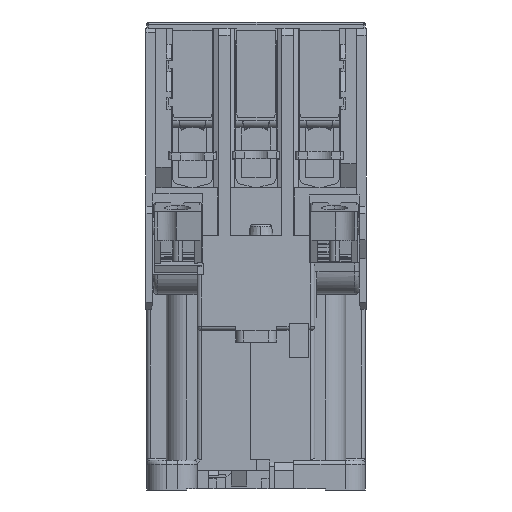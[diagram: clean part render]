
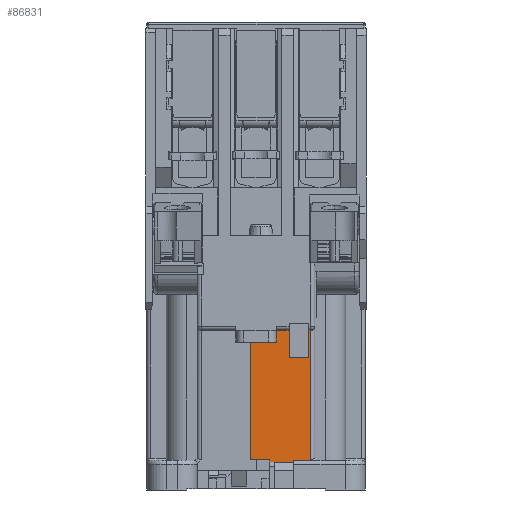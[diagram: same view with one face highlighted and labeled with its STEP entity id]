
A CAD part, left-side view. The second image highlights one B-rep face of the part: STEP entity #86831.
In plain terms, the highlighted planar face has unit normal (-1, 0, 0).
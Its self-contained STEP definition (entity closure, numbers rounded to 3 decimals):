
#24806=DIRECTION('',(0.,0.,-1.));
#24807=VECTOR('',#24806,0.5);
#24808=CARTESIAN_POINT('',(-41.713,-15.277,
-33.022));
#24809=LINE('',#24808,#24807);
#24841=DIRECTION('',(0.,0.,1.));
#24842=VECTOR('',#24841,6.75);
#24843=CARTESIAN_POINT('',(-41.713,-19.127,
-7.022));
#24844=LINE('',#24843,#24842);
#24874=DIRECTION('',(0.,0.,-1.));
#24875=VECTOR('',#24874,0.7);
#24876=CARTESIAN_POINT('',(-41.713,-9.077,
-32.822));
#24877=LINE('',#24876,#24875);
#24878=DIRECTION('',(0.,-1.,0.));
#24879=VECTOR('',#24878,4.8);
#24880=CARTESIAN_POINT('',(-41.713,-4.277,-32.822));
#24881=LINE('',#24880,#24879);
#24882=DIRECTION('',(0.,0.,-1.));
#24883=VECTOR('',#24882,29.55);
#24884=CARTESIAN_POINT('',(-41.713,-4.277,-3.272));
#24885=LINE('',#24884,#24883);
#24886=DIRECTION('',(0.,1.,0.));
#24887=VECTOR('',#24886,3.25);
#24888=CARTESIAN_POINT('',(-41.713,-14.127,
-0.272));
#24889=LINE('',#24888,#24887);
#24890=DIRECTION('',(0.,-1.,0.));
#24891=VECTOR('',#24890,0.5);
#24892=CARTESIAN_POINT('',(-41.713,-19.127,
-0.272));
#24893=LINE('',#24892,#24891);
#24894=DIRECTION('',(0.,-0.707,
-0.707));
#24895=VECTOR('',#24894,0.121);
#24896=CARTESIAN_POINT('',(-41.713,-19.627,
-32.936));
#24897=LINE('',#24896,#24895);
#24898=DIRECTION('',(0.,1.,0.));
#24899=VECTOR('',#24898,4.436);
#24900=CARTESIAN_POINT('',(-41.713,-19.712,
-33.022));
#24901=LINE('',#24900,#24899);
#24902=DIRECTION('',(0.,1.,0.));
#24903=VECTOR('',#24902,6.2);
#24904=CARTESIAN_POINT('',(-41.713,-15.277,
-33.522));
#24905=LINE('',#24904,#24903);
#25687=DIRECTION('',(0.,1.,0.));
#25688=VECTOR('',#25687,6.6);
#25689=CARTESIAN_POINT('',(-41.713,-10.877,-3.272));
#25690=LINE('',#25689,#25688);
#25791=DIRECTION('',(0.,0.,-1.));
#25792=VECTOR('',#25791,3.);
#25793=CARTESIAN_POINT('',(-41.713,-10.877,
-0.272));
#25794=LINE('',#25793,#25792);
#25823=DIRECTION('',(0.,0.,1.));
#25824=VECTOR('',#25823,6.75);
#25825=CARTESIAN_POINT('',(-41.713,-14.127,
-7.022));
#25826=LINE('',#25825,#25824);
#26213=DIRECTION('',(0.,-1.,0.));
#26214=VECTOR('',#26213,5.);
#26215=CARTESIAN_POINT('',(-41.713,-14.127,
-7.022));
#26216=LINE('',#26215,#26214);
#29790=DIRECTION('',(0.,0.,1.));
#29791=VECTOR('',#29790,32.664);
#29792=CARTESIAN_POINT('',(-41.713,-19.627,
-32.936));
#29793=LINE('',#29792,#29791);
#52352=CARTESIAN_POINT('',(-41.713,-15.277,
-33.022));
#52353=VERTEX_POINT('',#52352);
#52354=CARTESIAN_POINT('',(-41.713,-19.712,
-33.022));
#52355=VERTEX_POINT('',#52354);
#52415=CARTESIAN_POINT('',(-41.713,-14.127,
-0.272));
#52416=CARTESIAN_POINT('',(-41.713,-10.877,
-0.272));
#52417=VERTEX_POINT('',#52415);
#52418=VERTEX_POINT('',#52416);
#52435=CARTESIAN_POINT('',(-41.713,-9.077,-33.522));
#52436=VERTEX_POINT('',#52435);
#52437=CARTESIAN_POINT('',(-41.713,-9.077,
-32.822));
#52438=VERTEX_POINT('',#52437);
#52609=CARTESIAN_POINT('',(-41.713,-4.277,-32.822));
#52610=VERTEX_POINT('',#52609);
#52615=CARTESIAN_POINT('',(-41.713,-4.277,-3.272));
#52616=VERTEX_POINT('',#52615);
#52620=CARTESIAN_POINT('',(-41.713,-19.127,
-0.272));
#52622=VERTEX_POINT('',#52620);
#52623=CARTESIAN_POINT('',(-41.713,-19.627,
-0.272));
#52624=VERTEX_POINT('',#52623);
#52633=CARTESIAN_POINT('',(-41.713,-15.277,
-33.522));
#52634=VERTEX_POINT('',#52633);
#52635=CARTESIAN_POINT('',(-41.713,-19.627,
-32.936));
#52636=VERTEX_POINT('',#52635);
#52637=CARTESIAN_POINT('',(-41.713,-19.127,
-7.022));
#52638=VERTEX_POINT('',#52637);
#52639=CARTESIAN_POINT('',(-41.713,-14.127,
-7.022));
#52640=VERTEX_POINT('',#52639);
#52641=CARTESIAN_POINT('',(-41.713,-10.877,-3.272));
#52642=VERTEX_POINT('',#52641);
#86797=CARTESIAN_POINT('',(-41.713,-11.994,
-16.897));
#86798=DIRECTION('',(1.,0.,0.));
#86799=DIRECTION('',(0.,0.,-1.));
#86800=AXIS2_PLACEMENT_3D('',#86797,#86798,#86799);
#86801=PLANE('',#86800);
#86802=ORIENTED_EDGE('',*,*,#86682,.T.);
#86804=ORIENTED_EDGE('',*,*,#86803,.T.);
#86806=ORIENTED_EDGE('',*,*,#86805,.F.);
#86808=ORIENTED_EDGE('',*,*,#86807,.F.);
#86810=ORIENTED_EDGE('',*,*,#86809,.F.);
#86812=ORIENTED_EDGE('',*,*,#86811,.F.);
#86814=ORIENTED_EDGE('',*,*,#86813,.F.);
#86816=ORIENTED_EDGE('',*,*,#86815,.F.);
#86818=ORIENTED_EDGE('',*,*,#86817,.F.);
#86820=ORIENTED_EDGE('',*,*,#86819,.T.);
#86821=ORIENTED_EDGE('',*,*,#86774,.T.);
#86823=ORIENTED_EDGE('',*,*,#86822,.T.);
#86825=ORIENTED_EDGE('',*,*,#86824,.F.);
#86827=ORIENTED_EDGE('',*,*,#86826,.T.);
#86828=ORIENTED_EDGE('',*,*,#86612,.T.);
#86829=EDGE_LOOP('',(#86802,#86804,#86806,#86808,#86810,#86812,#86814,#86816,
#86818,#86820,#86821,#86823,#86825,#86827,#86828));
#86830=FACE_OUTER_BOUND('',#86829,.F.);
#86831=ADVANCED_FACE('',(#86830),#86801,.F.);
#86612=EDGE_CURVE('',#52355,#52353,#24901,.T.);
#86682=EDGE_CURVE('',#52353,#52634,#24809,.T.);
#86774=EDGE_CURVE('',#52638,#52622,#24844,.T.);
#86803=EDGE_CURVE('',#52634,#52436,#24905,.T.);
#86805=EDGE_CURVE('',#52438,#52436,#24877,.T.);
#86807=EDGE_CURVE('',#52610,#52438,#24881,.T.);
#86809=EDGE_CURVE('',#52616,#52610,#24885,.T.);
#86811=EDGE_CURVE('',#52642,#52616,#25690,.T.);
#86813=EDGE_CURVE('',#52418,#52642,#25794,.T.);
#86815=EDGE_CURVE('',#52417,#52418,#24889,.T.);
#86817=EDGE_CURVE('',#52640,#52417,#25826,.T.);
#86819=EDGE_CURVE('',#52640,#52638,#26216,.T.);
#86822=EDGE_CURVE('',#52622,#52624,#24893,.T.);
#86824=EDGE_CURVE('',#52636,#52624,#29793,.T.);
#86826=EDGE_CURVE('',#52636,#52355,#24897,.T.);
